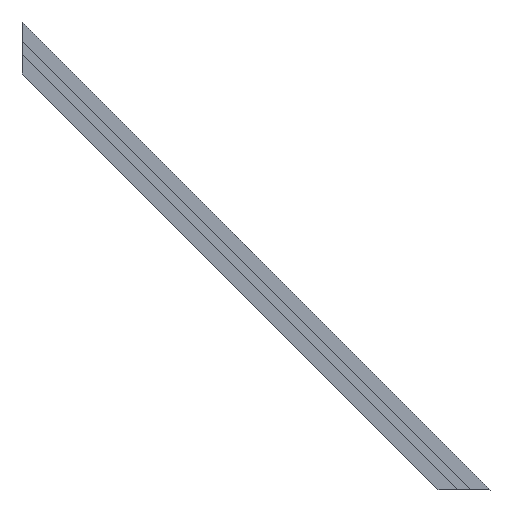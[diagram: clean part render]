
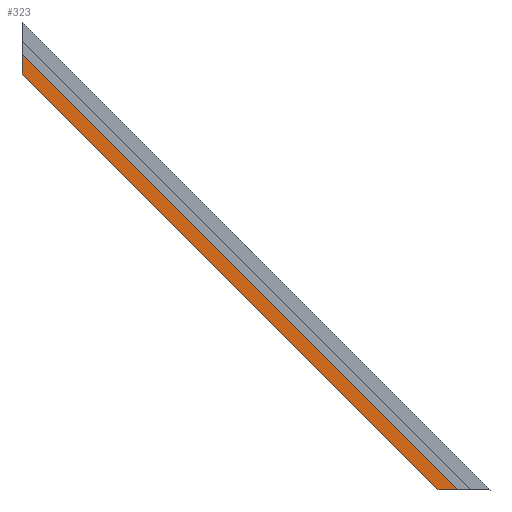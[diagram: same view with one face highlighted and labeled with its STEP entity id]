
A CAD part, left-side view. The second image highlights one B-rep face of the part: STEP entity #323.
In plain terms, the highlighted planar face has unit normal (-1, 0, 0).
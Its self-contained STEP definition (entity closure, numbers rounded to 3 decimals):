
#132=CARTESIAN_POINT('',(-0.5,0.,11.844));
#133=VERTEX_POINT('',#132);
#276=CARTESIAN_POINT('',(-0.5,0.,11.314));
#277=VERTEX_POINT('',#276);
#284=CARTESIAN_POINT('',(-0.5,0.,11.844));
#285=DIRECTION('',(0.,0.,-1.0));
#286=VECTOR('',#285,0.53);
#287=LINE('',#284,#286);
#288=EDGE_CURVE('',#133,#277,#287,.T.);
#293=CARTESIAN_POINT('',(-0.5,0.707,12.021));
#294=DIRECTION('',(-1.0,0.0,0.0));
#295=DIRECTION('',(0.0,-0.707,-0.707));
#296=AXIS2_PLACEMENT_3D('',#293,#294,#295);
#297=PLANE('',#296);
#298=ORIENTED_EDGE('',*,*,#288,.T.);
#299=CARTESIAN_POINT('',(-0.5,-11.314,0.));
#300=VERTEX_POINT('',#299);
#301=CARTESIAN_POINT('',(-0.5,0.,11.314));
#302=DIRECTION('',(0.0,-0.707,-0.707));
#303=VECTOR('',#302,16.);
#304=LINE('',#301,#303);
#305=EDGE_CURVE('',#277,#300,#304,.T.);
#306=ORIENTED_EDGE('',*,*,#305,.T.);
#307=CARTESIAN_POINT('',(-0.5,-11.844,0.));
#308=VERTEX_POINT('',#307);
#309=CARTESIAN_POINT('',(-0.5,-11.314,0.));
#310=DIRECTION('',(0.,-1.0,0.));
#311=VECTOR('',#310,0.53);
#312=LINE('',#309,#311);
#313=EDGE_CURVE('',#300,#308,#312,.T.);
#314=ORIENTED_EDGE('',*,*,#313,.T.);
#315=CARTESIAN_POINT('',(-0.5,0.,11.844));
#316=DIRECTION('',(0.0,-0.707,-0.707));
#317=VECTOR('',#316,16.75);
#318=LINE('',#315,#317);
#319=EDGE_CURVE('',#133,#308,#318,.T.);
#320=ORIENTED_EDGE('',*,*,#319,.F.);
#321=EDGE_LOOP('',(#298,#306,#314,#320));
#322=FACE_OUTER_BOUND('',#321,.T.);
#323=ADVANCED_FACE('',(#322),#297,.T.);
